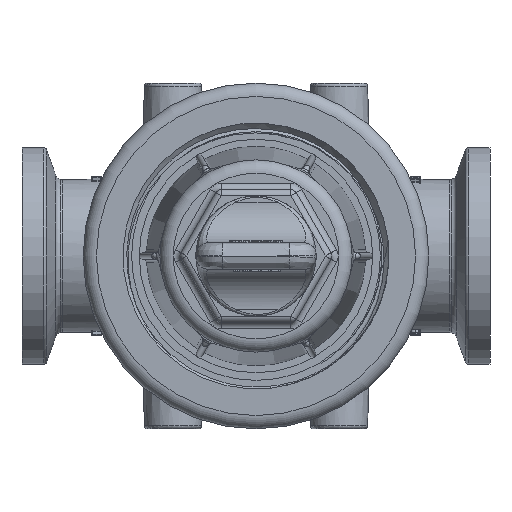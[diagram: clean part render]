
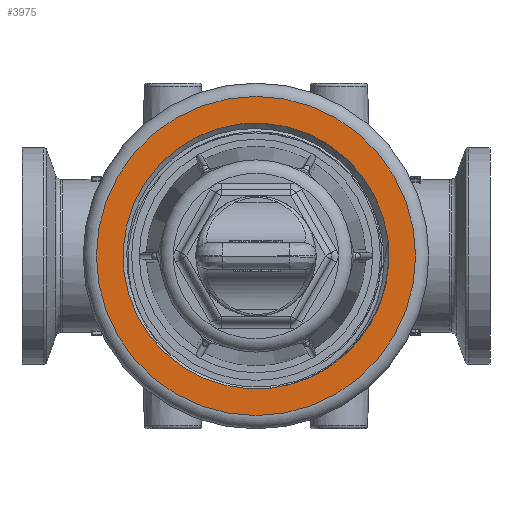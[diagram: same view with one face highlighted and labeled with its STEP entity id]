
A CAD part, front view. The second image highlights one B-rep face of the part: STEP entity #3975.
In plain terms, the highlighted planar face has unit normal (0, -1, 0).
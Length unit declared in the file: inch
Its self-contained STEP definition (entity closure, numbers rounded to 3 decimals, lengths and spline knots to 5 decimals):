
#3924=CARTESIAN_POINT('',(1.5,-2.5,0.));
#3925=VERTEX_POINT('',#3924);
#3926=CARTESIAN_POINT('',(0.0,-2.5,0.0));
#3927=DIRECTION('',(0.0,1.0,0.0));
#3928=DIRECTION('',(-1.0,0.0,0.0));
#3929=AXIS2_PLACEMENT_3D('',#3926,#3927,#3928);
#3930=CIRCLE('',#3929,1.5);
#3931=EDGE_CURVE('',#3925,#3925,#3930,.T.);
#3956=CARTESIAN_POINT('',(1.40368,-2.5,0.0));
#3957=DIRECTION('',(0.0,-1.0,0.0));
#3958=DIRECTION('',(0.0,0.0,-1.0));
#3959=AXIS2_PLACEMENT_3D('',#3956,#3957,#3958);
#3960=PLANE('',#3959);
#3961=ORIENTED_EDGE('',*,*,#3931,.F.);
#3962=EDGE_LOOP('',(#3961));
#3963=FACE_OUTER_BOUND('',#3962,.T.);
#3964=CARTESIAN_POINT('',(1.24089,-2.5,0.15067));
#3965=VERTEX_POINT('',#3964);
#3966=CARTESIAN_POINT('',(0.0,-2.5,0.0));
#3967=DIRECTION('',(0.0,1.0,0.0));
#3968=DIRECTION('',(-1.0,0.0,0.0));
#3969=AXIS2_PLACEMENT_3D('',#3966,#3967,#3968);
#3970=CIRCLE('',#3969,1.25);
#3971=EDGE_CURVE('',#3965,#3965,#3970,.T.);
#3972=ORIENTED_EDGE('',*,*,#3971,.T.);
#3973=EDGE_LOOP('',(#3972));
#3974=FACE_BOUND('',#3973,.T.);
#3975=ADVANCED_FACE('',(#3963,#3974),#3960,.T.);
